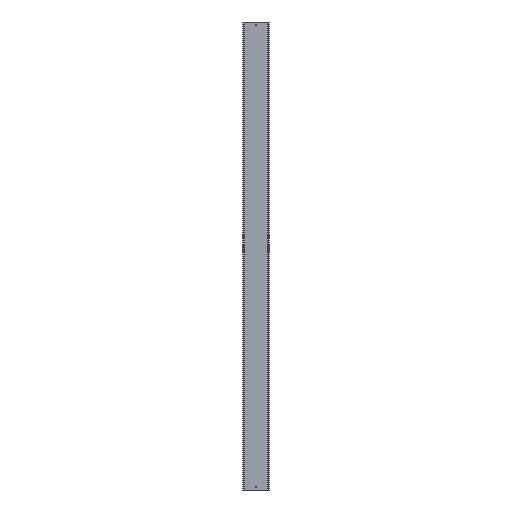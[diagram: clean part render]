
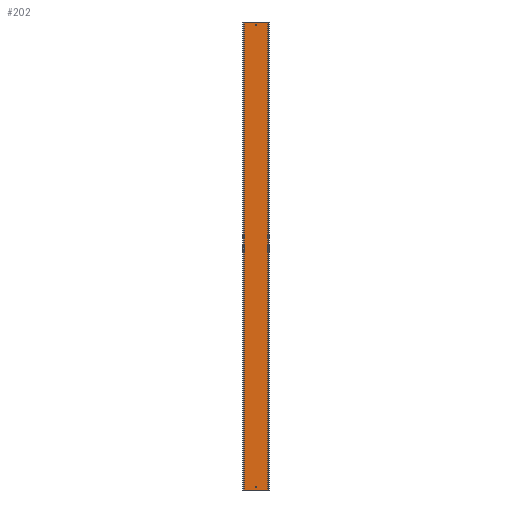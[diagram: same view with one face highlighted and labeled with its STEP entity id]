
A CAD part, front view. The second image highlights one B-rep face of the part: STEP entity #202.
In plain terms, the highlighted planar face has unit normal (0, -1, 0).
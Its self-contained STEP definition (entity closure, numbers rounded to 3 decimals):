
#5 = EDGE_CURVE ( 'NONE', #581, #466, #493, .T. ) ;
#15 = CARTESIAN_POINT ( 'NONE',  ( -66.817, -1.5, 1250. ) ) ;
#16 = EDGE_CURVE ( 'NONE', #213, #275, #510, .T. ) ;
#34 = CIRCLE ( 'NONE', #197, 2.75 ) ;
#43 = CARTESIAN_POINT ( 'NONE',  ( 69., -1.5, 1250. ) ) ;
#56 = CIRCLE ( 'NONE', #350, 2.75 ) ;
#63 = LINE ( 'NONE', #346, #367 ) ;
#76 = DIRECTION ( 'NONE',  ( -1., 0., 0. ) ) ;
#81 = VECTOR ( 'NONE', #539, 1000. ) ;
#86 = VECTOR ( 'NONE', #339, 1000. ) ;
#101 = CARTESIAN_POINT ( 'NONE',  ( -66.817, -1.5, 1250. ) ) ;
#142 = ORIENTED_EDGE ( 'NONE', *, *, #371, .T. ) ;
#159 = EDGE_CURVE ( 'NONE', #460, #372, #56, .T. ) ;
#161 = DIRECTION ( 'NONE',  ( 0., 0., -1. ) ) ;
#171 = DIRECTION ( 'NONE',  ( 0., -1., 0. ) ) ;
#178 = EDGE_CURVE ( 'NONE', #483, #233, #63, .T. ) ;
#190 = LINE ( 'NONE', #43, #86 ) ;
#197 = AXIS2_PLACEMENT_3D ( 'NONE', #574, #247, #291 ) ;
#200 = CARTESIAN_POINT ( 'NONE',  ( -2.75, -1.5, -1236. ) ) ;
#202 = ADVANCED_FACE ( 'NONE', ( #206, #488, #592 ), #358, .F. ) ;
#206 = FACE_BOUND ( 'NONE', #552, .T. ) ;
#213 = VERTEX_POINT ( 'NONE', #445 ) ;
#216 = ORIENTED_EDGE ( 'NONE', *, *, #159, .F. ) ;
#217 = AXIS2_PLACEMENT_3D ( 'NONE', #546, #222, #76 ) ;
#220 = ORIENTED_EDGE ( 'NONE', *, *, #290, .F. ) ;
#222 = DIRECTION ( 'NONE',  ( 0., -1., 0. ) ) ;
#233 = VERTEX_POINT ( 'NONE', #441 ) ;
#247 = DIRECTION ( 'NONE',  ( 0., -1., 0. ) ) ;
#248 = CARTESIAN_POINT ( 'NONE',  ( 0., -1.5, -1236. ) ) ;
#275 = VERTEX_POINT ( 'NONE', #504 ) ;
#290 = EDGE_CURVE ( 'NONE', #275, #213, #34, .T. ) ;
#291 = DIRECTION ( 'NONE',  ( -1., 0., 0. ) ) ;
#294 = CARTESIAN_POINT ( 'NONE',  ( 69., -1.5, -1250. ) ) ;
#311 = DIRECTION ( 'NONE',  ( 0., 1., 0. ) ) ;
#329 = EDGE_LOOP ( 'NONE', ( #142, #415, #586, #509 ) ) ;
#336 = AXIS2_PLACEMENT_3D ( 'NONE', #535, #311, #532 ) ;
#339 = DIRECTION ( 'NONE',  ( 1., 0., 0. ) ) ;
#346 = CARTESIAN_POINT ( 'NONE',  ( 66.817, -1.5, 1250. ) ) ;
#347 = EDGE_LOOP ( 'NONE', ( #220, #582 ) ) ;
#350 = AXIS2_PLACEMENT_3D ( 'NONE', #248, #545, #409 ) ;
#358 = PLANE ( 'NONE',  #336 ) ;
#367 = VECTOR ( 'NONE', #161, 1000. ) ;
#371 = EDGE_CURVE ( 'NONE', #466, #233, #522, .T. ) ;
#372 = VERTEX_POINT ( 'NONE', #200 ) ;
#409 = DIRECTION ( 'NONE',  ( -1., 0., 0. ) ) ;
#415 = ORIENTED_EDGE ( 'NONE', *, *, #178, .F. ) ;
#441 = CARTESIAN_POINT ( 'NONE',  ( 66.817, -1.5, -1250. ) ) ;
#445 = CARTESIAN_POINT ( 'NONE',  ( 2.75, -1.5, 1236. ) ) ;
#448 = CARTESIAN_POINT ( 'NONE',  ( 0., -1.5, -1236. ) ) ;
#459 = DIRECTION ( 'NONE',  ( -1., 0., 0. ) ) ;
#460 = VERTEX_POINT ( 'NONE', #587 ) ;
#466 = VERTEX_POINT ( 'NONE', #494 ) ;
#474 = EDGE_CURVE ( 'NONE', #372, #460, #577, .T. ) ;
#479 = DIRECTION ( 'NONE',  ( 1., 0., 0. ) ) ;
#483 = VERTEX_POINT ( 'NONE', #503 ) ;
#488 = FACE_BOUND ( 'NONE', #347, .T. ) ;
#493 = LINE ( 'NONE', #15, #81 ) ;
#494 = CARTESIAN_POINT ( 'NONE',  ( -66.817, -1.5, -1250. ) ) ;
#503 = CARTESIAN_POINT ( 'NONE',  ( 66.817, -1.5, 1250. ) ) ;
#504 = CARTESIAN_POINT ( 'NONE',  ( -2.75, -1.5, 1236. ) ) ;
#509 = ORIENTED_EDGE ( 'NONE', *, *, #5, .T. ) ;
#510 = CIRCLE ( 'NONE', #217, 2.75 ) ;
#522 = LINE ( 'NONE', #294, #602 ) ;
#532 = DIRECTION ( 'NONE',  ( -1., 0., 0. ) ) ;
#535 = CARTESIAN_POINT ( 'NONE',  ( 69., -1.5, 1250. ) ) ;
#539 = DIRECTION ( 'NONE',  ( 0., 0., -1. ) ) ;
#545 = DIRECTION ( 'NONE',  ( 0., -1., 0. ) ) ;
#546 = CARTESIAN_POINT ( 'NONE',  ( 0., -1.5, 1236. ) ) ;
#550 = AXIS2_PLACEMENT_3D ( 'NONE', #448, #171, #459 ) ;
#552 = EDGE_LOOP ( 'NONE', ( #554, #216 ) ) ;
#554 = ORIENTED_EDGE ( 'NONE', *, *, #474, .F. ) ;
#574 = CARTESIAN_POINT ( 'NONE',  ( 0., -1.5, 1236. ) ) ;
#576 = EDGE_CURVE ( 'NONE', #581, #483, #190, .T. ) ;
#577 = CIRCLE ( 'NONE', #550, 2.75 ) ;
#581 = VERTEX_POINT ( 'NONE', #101 ) ;
#582 = ORIENTED_EDGE ( 'NONE', *, *, #16, .F. ) ;
#586 = ORIENTED_EDGE ( 'NONE', *, *, #576, .F. ) ;
#587 = CARTESIAN_POINT ( 'NONE',  ( 2.75, -1.5, -1236. ) ) ;
#592 = FACE_OUTER_BOUND ( 'NONE', #329, .T. ) ;
#602 = VECTOR ( 'NONE', #479, 1000. ) ;
